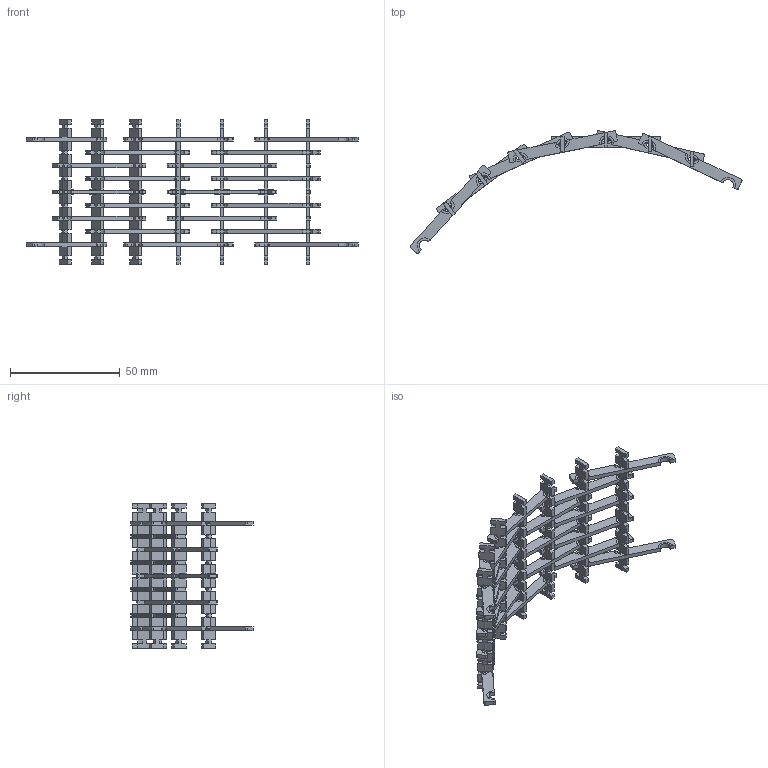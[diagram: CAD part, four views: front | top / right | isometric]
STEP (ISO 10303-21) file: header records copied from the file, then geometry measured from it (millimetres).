
FILE_DESCRIPTION(/* description */ (''),/* implementation_level */ '2;1');
FILE_NAME(/* name */ '虹桥 v10.step',/* time_stamp */ '2021-03-04T12:56:15+01:00',/* author */ (''),/* organization */ (''),/* preprocessor_version */ 'ST-DEVELOPER v18.1',/* originating_system */ 'Autodesk Translation Framework v9.7.0.1280',/* authorisation */ '');
FILE_SCHEMA (('AUTOMOTIVE_DESIGN { 1 0 10303 214 3 1 1 }'));
Length unit declared in the file: millimetre
Products named in the file (8): 虹桥; 虹桥part1 v6(镜像); 虹桥part1 v6(镜像) (1); 虹桥Part2; 虹桥Part2 v2(镜像); 虹桥part1; 虹桥part1 v6(镜像) (2); 虹桥part1 v6(镜像)(镜像)
Assembly tree (56 placements, depth 2):
  虹桥
    虹桥part1  x41
    虹桥Part2  x8
    虹桥Part2 v2(镜像)  x2
    虹桥part1 v6(镜像)
    虹桥part1 v6(镜像) (1)  x2
    虹桥part1 v6(镜像) (2)
    虹桥part1 v6(镜像)(镜像)
Bounding box: 151.28 x 55.94 x 65.8 mm (x, y, z)
Volume: 25688 mm3; surface area: 49740.6 mm2
Topology: 424 solids, 424 shells, 3878 faces, 9090 edges, 6060 vertices
Faces by surface type: plane 3002, cylinder 876
Full cylindrical faces by diameter (mm): 2 x2
Entity records: 16735 total; most frequent: CARTESIAN_POINT 2859, DIRECTION 2781, ORIENTED_EDGE 2682, EDGE_CURVE 1341, LINE 1149, VECTOR 1149, VERTEX_POINT 894, AXIS2_PLACEMENT_3D 816
